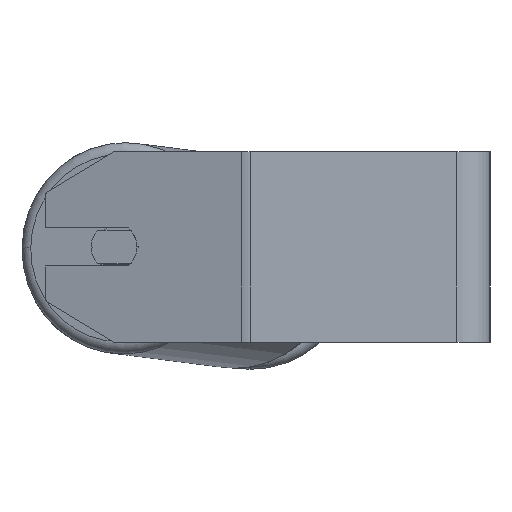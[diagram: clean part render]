
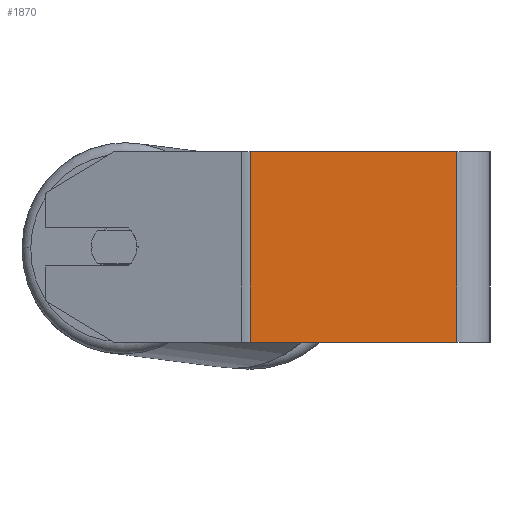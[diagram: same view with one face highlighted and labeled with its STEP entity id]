
A CAD part, left-side view. The second image highlights one B-rep face of the part: STEP entity #1870.
In plain terms, the highlighted planar face has unit normal (-1, 0, 0).
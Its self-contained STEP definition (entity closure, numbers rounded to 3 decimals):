
#35 = AXIS2_PLACEMENT_3D ( 'NONE', #4234, #7402, #3637 ) ;
#243 = ORIENTED_EDGE ( 'NONE', *, *, #364, .T. ) ;
#291 = VERTEX_POINT ( 'NONE', #3231 ) ;
#364 = EDGE_CURVE ( 'NONE', #291, #3135, #5960, .T. ) ;
#686 = CARTESIAN_POINT ( 'NONE',  ( -340., 102.648, 40. ) ) ;
#733 = DIRECTION ( 'NONE',  ( 0., -1., 0. ) ) ;
#815 = EDGE_CURVE ( 'NONE', #5659, #6988, #5529, .T. ) ;
#1053 = DIRECTION ( 'NONE',  ( 0., 0., -1. ) ) ;
#1409 = DIRECTION ( 'NONE',  ( 0., 0., -1. ) ) ;
#1870 = ADVANCED_FACE ( 'NONE', ( #3601 ), #4284, .F. ) ;
#2527 = ORIENTED_EDGE ( 'NONE', *, *, #5945, .F. ) ;
#2916 = EDGE_CURVE ( 'NONE', #3135, #6988, #8196, .T. ) ;
#3086 = ORIENTED_EDGE ( 'NONE', *, *, #815, .F. ) ;
#3135 = VERTEX_POINT ( 'NONE', #6604 ) ;
#3231 = CARTESIAN_POINT ( 'NONE',  ( -340., 100.805, 40. ) ) ;
#3567 = CARTESIAN_POINT ( 'NONE',  ( -340., 14., -40. ) ) ;
#3580 = VECTOR ( 'NONE', #733, 1000. ) ;
#3601 = FACE_OUTER_BOUND ( 'NONE', #7977, .T. ) ;
#3637 = DIRECTION ( 'NONE',  ( 0., 0., -1. ) ) ;
#3659 = DIRECTION ( 'NONE',  ( 0., -1., 0. ) ) ;
#3807 = VECTOR ( 'NONE', #1409, 1000. ) ;
#4121 = CARTESIAN_POINT ( 'NONE',  ( -340., 100.805, 40. ) ) ;
#4234 = CARTESIAN_POINT ( 'NONE',  ( -340., 102.648, 40. ) ) ;
#4284 = PLANE ( 'NONE',  #35 ) ;
#5020 = CARTESIAN_POINT ( 'NONE',  ( -340., 102.648, -40. ) ) ;
#5186 = VECTOR ( 'NONE', #3659, 1000. ) ;
#5430 = CARTESIAN_POINT ( 'NONE',  ( -340., 14., 40. ) ) ;
#5529 = LINE ( 'NONE', #5430, #7364 ) ;
#5659 = VERTEX_POINT ( 'NONE', #7435 ) ;
#5678 = ORIENTED_EDGE ( 'NONE', *, *, #2916, .T. ) ;
#5945 = EDGE_CURVE ( 'NONE', #291, #5659, #7854, .T. ) ;
#5960 = LINE ( 'NONE', #4121, #3807 ) ;
#6604 = CARTESIAN_POINT ( 'NONE',  ( -340., 100.805, -40. ) ) ;
#6988 = VERTEX_POINT ( 'NONE', #3567 ) ;
#7364 = VECTOR ( 'NONE', #1053, 1000. ) ;
#7402 = DIRECTION ( 'NONE',  ( 1., 0., 0. ) ) ;
#7435 = CARTESIAN_POINT ( 'NONE',  ( -340., 14., 40. ) ) ;
#7854 = LINE ( 'NONE', #686, #3580 ) ;
#7977 = EDGE_LOOP ( 'NONE', ( #5678, #3086, #2527, #243 ) ) ;
#8196 = LINE ( 'NONE', #5020, #5186 ) ;
